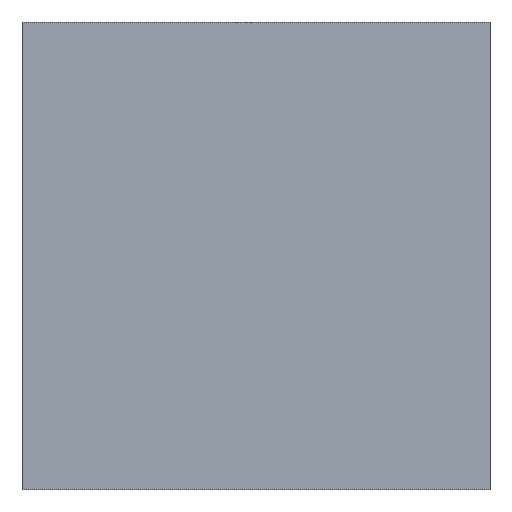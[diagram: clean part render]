
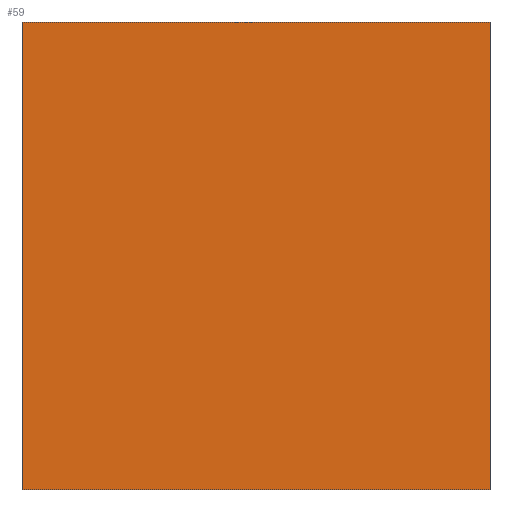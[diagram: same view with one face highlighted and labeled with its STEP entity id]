
A CAD part, top view. The second image highlights one B-rep face of the part: STEP entity #59.
In plain terms, the highlighted planar face has unit normal (0, 0, 1).
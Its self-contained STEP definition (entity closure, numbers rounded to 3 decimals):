
#5 = VECTOR ( 'NONE', #71, 1000. ) ;
#11 = PLANE ( 'NONE',  #214 ) ;
#23 = ORIENTED_EDGE ( 'NONE', *, *, #114, .T. ) ;
#32 = ORIENTED_EDGE ( 'NONE', *, *, #204, .T. ) ;
#35 = CARTESIAN_POINT ( 'NONE',  ( 100., -100., 0.127 ) ) ;
#49 = LINE ( 'NONE', #82, #5 ) ;
#51 = DIRECTION ( 'NONE',  ( 1., 0., 0. ) ) ;
#58 = CARTESIAN_POINT ( 'NONE',  ( -100., -100., 0.127 ) ) ;
#59 = ADVANCED_FACE ( 'NONE', ( #106 ), #11, .T. ) ;
#71 = DIRECTION ( 'NONE',  ( 0., 1., 0. ) ) ;
#74 = EDGE_CURVE ( 'NONE', #176, #141, #128, .T. ) ;
#82 = CARTESIAN_POINT ( 'NONE',  ( 100., 100., 0.127 ) ) ;
#98 = CARTESIAN_POINT ( 'NONE',  ( -100., -100., 0.127 ) ) ;
#106 = FACE_OUTER_BOUND ( 'NONE', #146, .T. ) ;
#107 = VECTOR ( 'NONE', #216, 1000. ) ;
#109 = CARTESIAN_POINT ( 'NONE',  ( -100., 100., 0.127 ) ) ;
#113 = DIRECTION ( 'NONE',  ( 1., 0., 0. ) ) ;
#114 = EDGE_CURVE ( 'NONE', #200, #231, #49, .T. ) ;
#115 = VECTOR ( 'NONE', #160, 1000. ) ;
#128 = LINE ( 'NONE', #109, #115 ) ;
#129 = CARTESIAN_POINT ( 'NONE',  ( -100., 100., 0.127 ) ) ;
#138 = EDGE_CURVE ( 'NONE', #231, #176, #218, .T. ) ;
#141 = VERTEX_POINT ( 'NONE', #58 ) ;
#146 = EDGE_LOOP ( 'NONE', ( #23, #215, #229, #32 ) ) ;
#151 = CARTESIAN_POINT ( 'NONE',  ( 100., 100., 0.127 ) ) ;
#160 = DIRECTION ( 'NONE',  ( 0., -1., 0. ) ) ;
#174 = VECTOR ( 'NONE', #113, 1000. ) ;
#176 = VERTEX_POINT ( 'NONE', #234 ) ;
#195 = CARTESIAN_POINT ( 'NONE',  ( 0., 0., 0.127 ) ) ;
#200 = VERTEX_POINT ( 'NONE', #35 ) ;
#203 = LINE ( 'NONE', #98, #174 ) ;
#204 = EDGE_CURVE ( 'NONE', #141, #200, #203, .T. ) ;
#213 = DIRECTION ( 'NONE',  ( 0., 0., 1. ) ) ;
#214 = AXIS2_PLACEMENT_3D ( 'NONE', #195, #213, #51 ) ;
#215 = ORIENTED_EDGE ( 'NONE', *, *, #138, .T. ) ;
#216 = DIRECTION ( 'NONE',  ( -1., 0., 0. ) ) ;
#218 = LINE ( 'NONE', #129, #107 ) ;
#229 = ORIENTED_EDGE ( 'NONE', *, *, #74, .T. ) ;
#231 = VERTEX_POINT ( 'NONE', #151 ) ;
#234 = CARTESIAN_POINT ( 'NONE',  ( -100., 100., 0.127 ) ) ;
